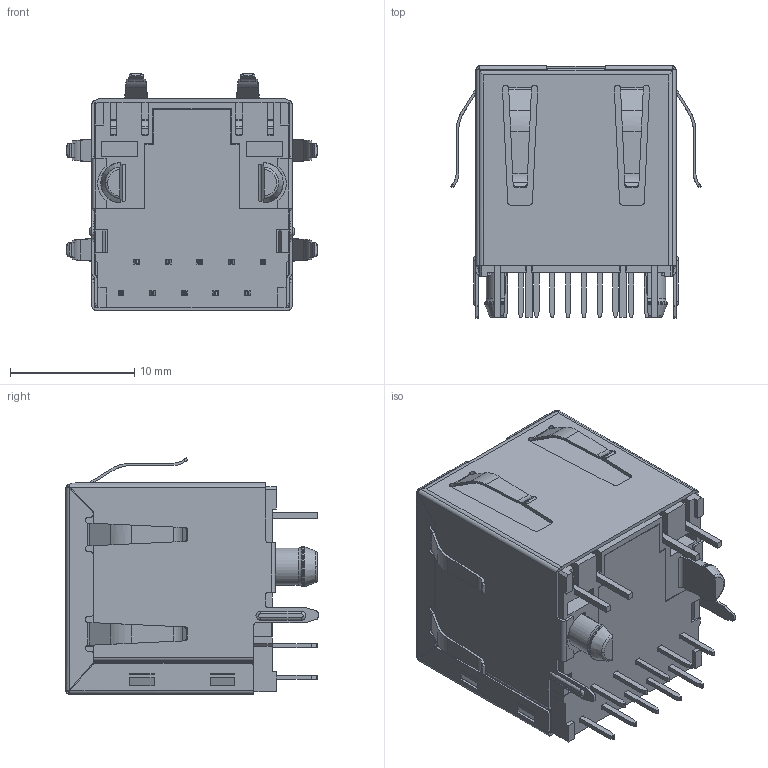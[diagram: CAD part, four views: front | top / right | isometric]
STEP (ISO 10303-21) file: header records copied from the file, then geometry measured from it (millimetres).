
FILE_DESCRIPTION (( 'STEP AP203' ), '1' );
FILE_NAME ('TMJD46046-8KE4NL6 .STEP', '2024-04-17T06:55:05', ( 'Windows 蚚誧' ), ( 'Microsoft' ), 'SwSTEP 2.0', 'SolidWorks 2020', '' );
FILE_SCHEMA (( 'CONFIG_CONTROL_DESIGN' ));
Length unit declared in the file: millimetre
Products named in the file (1): TMJD46046-8KE4NL6 
Bounding box: 20.13 x 20.3 x 19.02 mm (x, y, z)
Volume: 2691.8 mm3; surface area: 7633.2 mm2
Topology: 1 solids, 1 shells, 2720 faces, 8103 edges, 5315 vertices
Faces by surface type: plane 1890, cylinder 669, bspline 148, torus 11, cone 2
Entity records: 99993 total; most frequent: CARTESIAN_POINT 26814, ORIENTED_EDGE 16190, DIRECTION 13856, EDGE_CURVE 8095, LINE 6238, VECTOR 6238, VERTEX_POINT 5315, AXIS2_PLACEMENT_3D 3809
